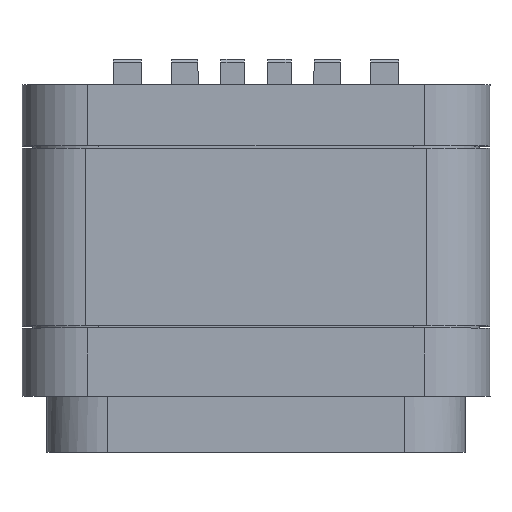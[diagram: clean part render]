
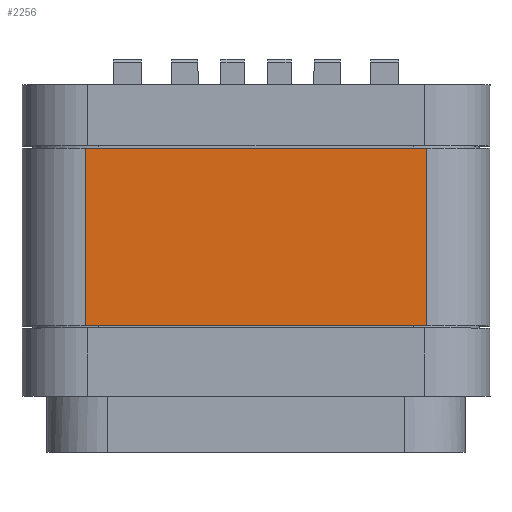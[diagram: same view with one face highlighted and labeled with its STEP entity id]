
A CAD part, top view. The second image highlights one B-rep face of the part: STEP entity #2256.
In plain terms, the highlighted planar face has unit normal (0, 0, 1).
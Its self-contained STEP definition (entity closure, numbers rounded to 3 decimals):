
#2256=ADVANCED_FACE('',(#3904),#2984,.F.);
#2984=PLANE('',#20199);
#3904=FACE_OUTER_BOUND('',#4926,.T.);
#4926=EDGE_LOOP('',(#10051,#10052,#10053,#10054));
#10051=ORIENTED_EDGE('',*,*,#14601,.T.);
#10052=ORIENTED_EDGE('',*,*,#14602,.T.);
#10053=ORIENTED_EDGE('',*,*,#14603,.T.);
#10054=ORIENTED_EDGE('',*,*,#14599,.F.);
#11973=VERTEX_POINT('',#31063);
#11974=VERTEX_POINT('',#31065);
#11975=VERTEX_POINT('',#31069);
#11976=VERTEX_POINT('',#31071);
#14599=EDGE_CURVE('',#11973,#11974,#16709,.T.);
#14601=EDGE_CURVE('',#11973,#11975,#16710,.T.);
#14602=EDGE_CURVE('',#11975,#11976,#16711,.T.);
#14603=EDGE_CURVE('',#11976,#11974,#16712,.T.);
#16709=LINE('',#31064,#18792);
#16710=LINE('',#31068,#18793);
#16711=LINE('',#31070,#18794);
#16712=LINE('',#31072,#18795);
#18792=VECTOR('',#24896,1.);
#18793=VECTOR('',#24901,1.);
#18794=VECTOR('',#24902,1.);
#18795=VECTOR('',#24903,1.);
#20199=AXIS2_PLACEMENT_3D('',#31073,#24904,#24905);
#24896=DIRECTION('',(0.,1.,0.));
#24901=DIRECTION('',(1.,0.,0.));
#24902=DIRECTION('',(0.,1.,0.));
#24903=DIRECTION('',(-1.,0.,0.));
#24904=DIRECTION('',(0.,0.,-1.));
#24905=DIRECTION('',(-1.,0.,0.));
#31063=CARTESIAN_POINT('',(16.355,-8.549,4.41));
#31064=CARTESIAN_POINT('',(16.355,-43.215,4.41));
#31065=CARTESIAN_POINT('',(16.355,-4.749,4.41));
#31068=CARTESIAN_POINT('',(23.645,-8.549,4.41));
#31069=CARTESIAN_POINT('',(23.645,-8.549,4.41));
#31070=CARTESIAN_POINT('',(23.645,-43.215,4.41));
#31071=CARTESIAN_POINT('',(23.645,-4.749,4.41));
#31072=CARTESIAN_POINT('',(23.645,-4.749,4.41));
#31073=CARTESIAN_POINT('',(23.645,-43.215,4.41));
